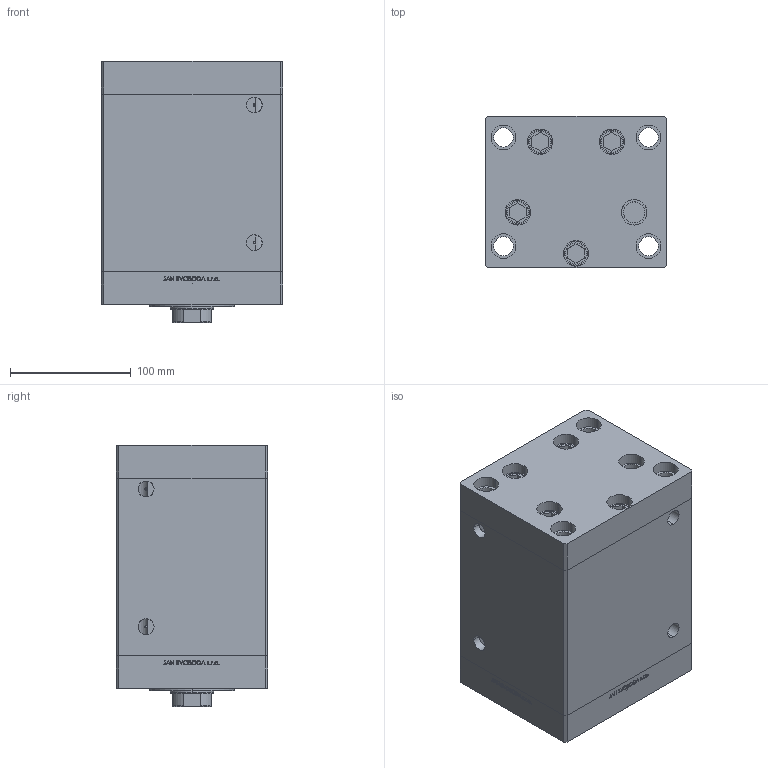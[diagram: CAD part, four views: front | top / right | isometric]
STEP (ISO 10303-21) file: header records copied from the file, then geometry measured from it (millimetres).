
FILE_DESCRIPTION (( 'STEP AP203' ), '1' );
FILE_NAME ('77e7.STEP', '2024-01-08T18:13:41', ( '' ), ( '' ), 'SwSTEP 2.0', 'SolidWorks 2019', '' );
FILE_SCHEMA (( 'CONFIG_CONTROL_DESIGN' ));
Length unit declared in the file: millimetre
Products named in the file (6): ALLEN BOLT 06bdd4088070fa49e9960732b0869da2; V220C FRONT 06bdd4088070fa49e9960732b0869da2; V220C BACK_C 06bdd4088070fa49e9960732b0869da2; V220C_C MIDDLE 06bdd4088070fa49e9960732b0869da2; V220C_VC_C 06bdd4088070fa49e9960732b0869da2; 77e7
Assembly tree (13 placements, depth 2):
  77e7
    ALLEN BOLT 06bdd4088070fa49e9960732b0869da2  x9
    V220C_C MIDDLE 06bdd4088070fa49e9960732b0869da2
    V220C FRONT 06bdd4088070fa49e9960732b0869da2
    V220C_VC_C 06bdd4088070fa49e9960732b0869da2
    V220C BACK_C 06bdd4088070fa49e9960732b0869da2
Bounding box: 150 x 125 x 216 mm (x, y, z)
Volume: 3119772.6 mm3; surface area: 380246.8 mm2
Topology: 13 solids, 13 shells, 1186 faces, 2959 edges, 1943 vertices
Faces by surface type: plane 545, bspline 380, cylinder 179, cone 42, torus 40
Entity records: 50303 total; most frequent: CARTESIAN_POINT 27128, ORIENTED_EDGE 5178, DIRECTION 3395, EDGE_CURVE 2589, VERTEX_POINT 1719, LINE 1487, VECTOR 1487, EDGE_LOOP 1198
